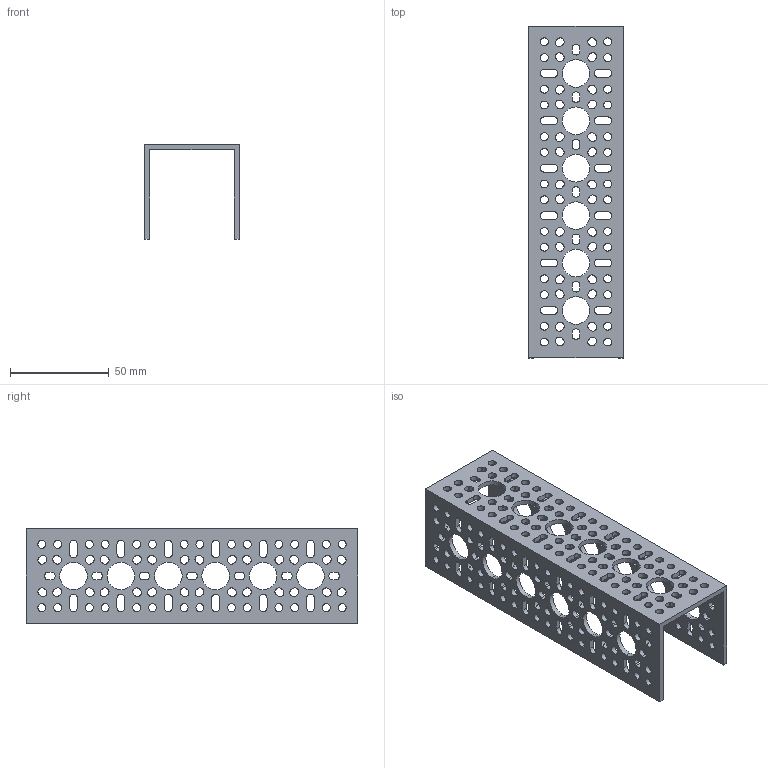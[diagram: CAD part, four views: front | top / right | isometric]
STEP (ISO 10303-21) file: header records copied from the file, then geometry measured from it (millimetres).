
FILE_DESCRIPTION (( 'STEP AP203' ), '1' );
FILE_NAME ('1100-0006-0168 rev1.STEP', '2017-05-12T21:00:53', ( '' ), ( '' ), 'SwSTEP 2.0', 'SolidWorks 2016', '' );
FILE_SCHEMA (( 'CONFIG_CONTROL_DESIGN' ));
Length unit declared in the file: millimetre
Products named in the file (1): 1100-0006-0168 rev1
Bounding box: 48 x 168 x 48 mm (x, y, z)
Volume: 41832.4 mm3; surface area: 45324.6 mm2
Topology: 1 solids, 1 shells, 880 faces, 2634 edges, 1756 vertices
Faces by surface type: cylinder 588, plane 292
Entity records: 31223 total; most frequent: DIRECTION 5572, CARTESIAN_POINT 5271, ORIENTED_EDGE 5268, EDGE_CURVE 2634, AXIS2_PLACEMENT_3D 2057, VERTEX_POINT 1756, LINE 1458, VECTOR 1458
